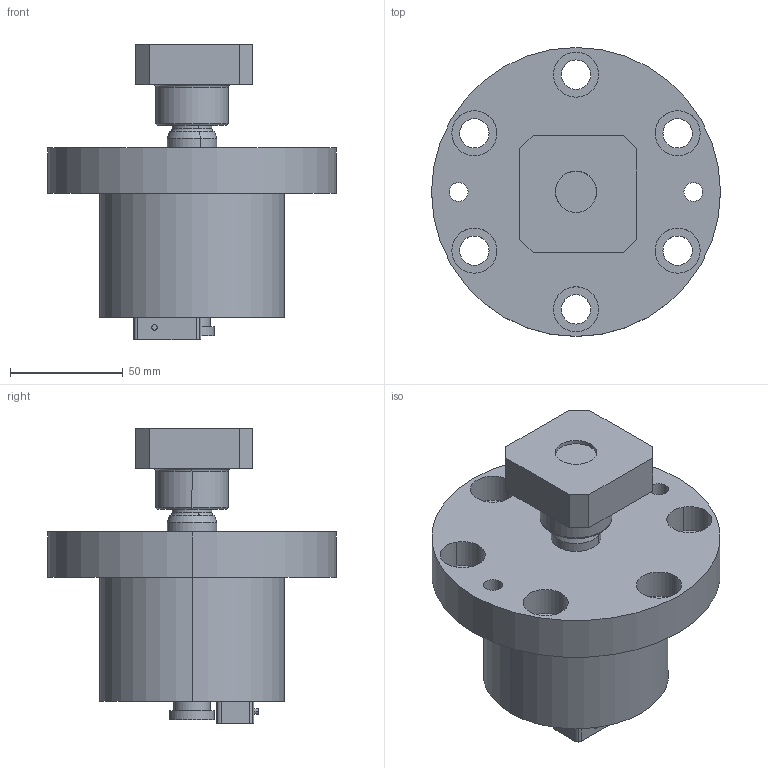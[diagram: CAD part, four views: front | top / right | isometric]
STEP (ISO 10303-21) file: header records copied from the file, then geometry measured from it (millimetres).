
FILE_DESCRIPTION(('STEP AP214'),'1');
FILE_NAME('38460204_HSZ_63_28.stp','2018-12-12T11:48:44',(' '),(' '),'Spatial InterOp 3D',' ',' ');
FILE_SCHEMA(('automotive_design'));
Length unit declared in the file: millimetre
Products named in the file (4): 1; 2; 3; 4
Bounding box: 128 x 128 x 131 mm (x, y, z)
Volume: 567818.3 mm3; surface area: 93908.4 mm2
Topology: 4 solids, 4 shells, 157 faces, 359 edges, 231 vertices
Faces by surface type: cylinder 92, plane 45, cone 14, torus 6
Entity records: 5859 total; most frequent: DIRECTION 882, CARTESIAN_POINT 743, ORIENTED_EDGE 702, AXIS2_PLACEMENT_3D 370, EDGE_CURVE 351, VERTEX_POINT 231, EDGE_LOOP 210, CIRCLE 209
